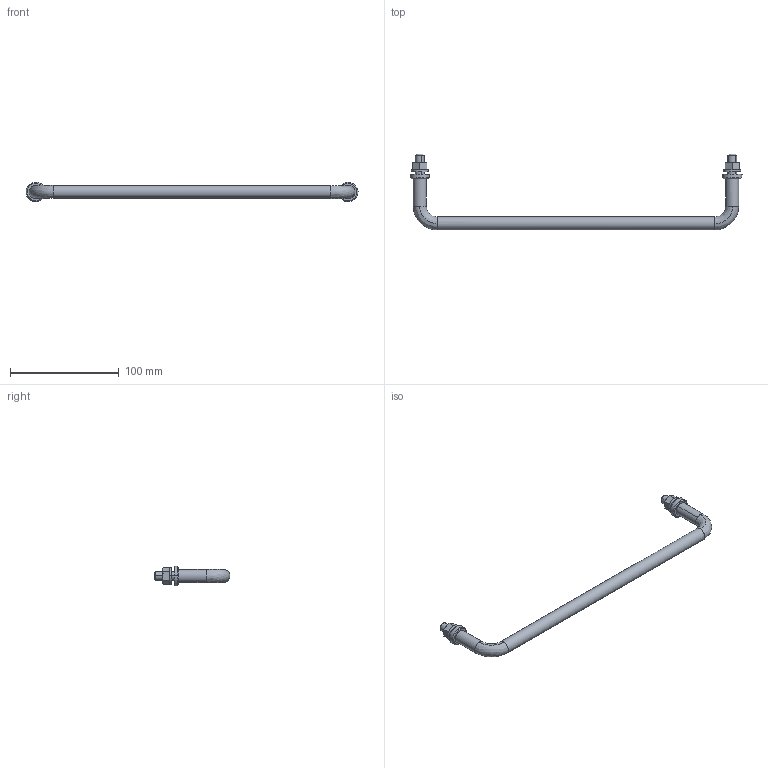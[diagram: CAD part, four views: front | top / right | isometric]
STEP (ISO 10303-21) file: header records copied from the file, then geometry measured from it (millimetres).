
FILE_DESCRIPTION((''),'2;1');
FILE_NAME('','2005-10-12T14:20:58',(''),(''),'','CADfix','');
FILE_SCHEMA(('AUTOMOTIVE_DESIGN'));
Length unit declared in the file: millimetre
Products named in the file (5): facing ring; nut; washer; pull; THA_240S_1_26506_36
Assembly tree (7 placements, depth 2):
  THA_240S_1_26506_36
    facing ring  x2
    nut  x2
    washer  x2
    pull
Bounding box: 305.97 x 70 x 18 mm (x, y, z)
Volume: 46172.9 mm3; surface area: 18521.9 mm2
Topology: 7 solids, 7 shells, 86 faces, 275 edges, 207 vertices
Faces by surface type: bspline 86
Entity records: 2400 total; most frequent: CARTESIAN_POINT 1322, ORIENTED_EDGE 352, EDGE_CURVE 176, VERTEX_POINT 133, EDGE_LOOP 63, FACE_OUTER_BOUND 54, ADVANCED_FACE 54, QUASI_UNIFORM_CURVE 43
